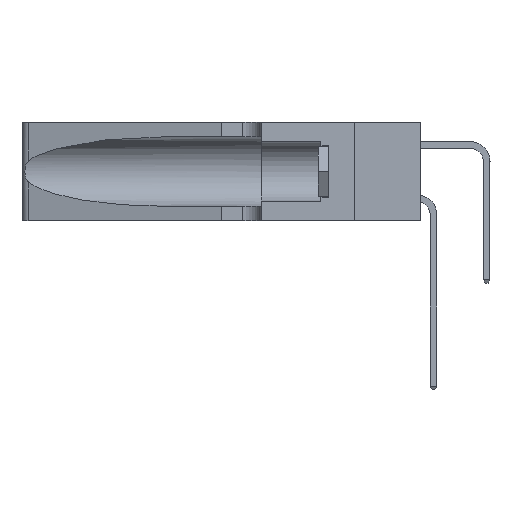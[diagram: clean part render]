
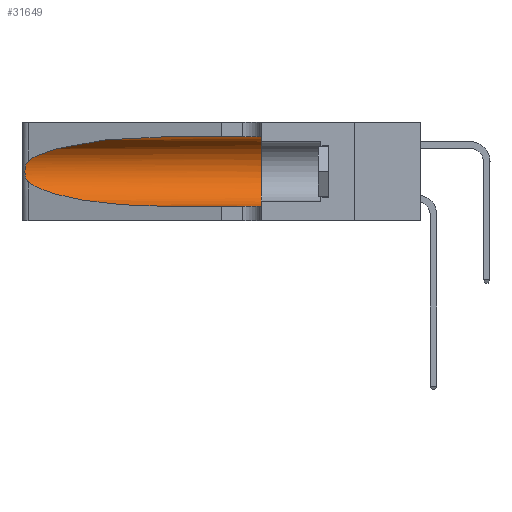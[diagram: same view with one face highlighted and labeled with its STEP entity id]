
A CAD part, left-side view. The second image highlights one B-rep face of the part: STEP entity #31649.
In plain terms, the highlighted cylindrical face has radius 3.308 mm (diameter 6.617 mm), a partial arc.
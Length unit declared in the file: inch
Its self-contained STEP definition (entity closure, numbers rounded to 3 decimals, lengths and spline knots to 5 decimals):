
#130 = DIRECTION ( 'NONE',  ( 0., -1., 0. ) ) ;
#727 = DIRECTION ( 'NONE',  ( 0., -1., 0. ) ) ;
#729 = CARTESIAN_POINT ( 'NONE',  ( 0.25854, 1.2359, 0.20912 ) ) ;
#881 = CARTESIAN_POINT ( 'NONE',  ( 0.1305, 0.72297, 0.05475 ) ) ;
#994 =( BOUNDED_CURVE ( )  B_SPLINE_CURVE ( 3, ( #43493, #17061, #14884, #5418 ),
 .UNSPECIFIED., .F., .T. ) 
 B_SPLINE_CURVE_WITH_KNOTS ( ( 4, 4 ),
 ( 3.44316, 4.71239 ),
 .UNSPECIFIED. ) 
 CURVE ( )  GEOMETRIC_REPRESENTATION_ITEM ( )  RATIONAL_B_SPLINE_CURVE ( ( 1., 0.87, 0.87, 1. ) ) 
 REPRESENTATION_ITEM ( '' )  );
#1112 = LINE ( 'NONE', #8501, #14760 ) ;
#1200 = CARTESIAN_POINT ( 'NONE',  ( 0.1305, 1.61858, 0.31525 ) ) ;
#1202 = CARTESIAN_POINT ( 'NONE',  ( 0.25555, 1.22993, 0.14849 ) ) ;
#1430 = AXIS2_PLACEMENT_3D ( 'NONE', #36591, #11988, #22522 ) ;
#2750 = ORIENTED_EDGE ( 'NONE', *, *, #5727, .T. ) ;
#3429 = VECTOR ( 'NONE', #727, 39.37008 ) ;
#4097 = CARTESIAN_POINT ( 'NONE',  ( 0.26075, 1.23896, 0.19203 ) ) ;
#4401 = ORIENTED_EDGE ( 'NONE', *, *, #19913, .F. ) ;
#5418 = CARTESIAN_POINT ( 'NONE',  ( 0.1305, 0.72297, 0.05475 ) ) ;
#5715 = CARTESIAN_POINT ( 'NONE',  ( 0.1305, 0.35, 0.31525 ) ) ;
#5727 = EDGE_CURVE ( 'NONE', #26186, #45110, #42405, .T. ) ;
#6917 = CARTESIAN_POINT ( 'NONE',  ( 0.25487, 1.22718, 0.22369 ) ) ;
#7190 = ORIENTED_EDGE ( 'NONE', *, *, #21545, .T. ) ;
#8501 = CARTESIAN_POINT ( 'NONE',  ( 0.1305, 1.61858, 0.05475 ) ) ;
#8540 = VERTEX_POINT ( 'NONE', #5715 ) ;
#11988 = DIRECTION ( 'NONE',  ( 0., 1., 0. ) ) ;
#12959 = AXIS2_PLACEMENT_3D ( 'NONE', #28376, #130, #31450 ) ;
#14760 = VECTOR ( 'NONE', #22559, 39.37008 ) ;
#14773 = CARTESIAN_POINT ( 'NONE',  ( 0.25639, 1.23184, 0.21858 ) ) ;
#14884 = CARTESIAN_POINT ( 'NONE',  ( 0.18966, 0.96281, 0.05475 ) ) ;
#17061 = CARTESIAN_POINT ( 'NONE',  ( 0.2373, 1.15595, 0.08982 ) ) ;
#17996 = CARTESIAN_POINT ( 'NONE',  ( 0.25856, 1.23593, 0.16098 ) ) ;
#18437 = EDGE_CURVE ( 'NONE', #45110, #39926, #994, .T. ) ;
#18616 = CARTESIAN_POINT ( 'NONE',  ( 0.25487, 1.22718, 0.22369 ) ) ;
#18750 = ORIENTED_EDGE ( 'NONE', *, *, #18437, .T. ) ;
#18807 = CYLINDRICAL_SURFACE ( 'NONE', #12959, 0.13025 ) ;
#19913 = EDGE_CURVE ( 'NONE', #8540, #25798, #42656, .T. ) ;
#20895 = LINE ( 'NONE', #1200, #3429 ) ;
#21442 = ORIENTED_EDGE ( 'NONE', *, *, #40012, .F. ) ;
#21545 = EDGE_CURVE ( 'NONE', #40231, #26186, #38484, .T. ) ;
#22108 = CARTESIAN_POINT ( 'NONE',  ( 0.25639, 1.23186, 0.15144 ) ) ;
#22522 = DIRECTION ( 'NONE',  ( 0., 0., 1. ) ) ;
#22559 = DIRECTION ( 'NONE',  ( 0., -1., 0. ) ) ;
#23926 = CARTESIAN_POINT ( 'NONE',  ( 0.1305, 0.35, 0.05475 ) ) ;
#25234 = ORIENTED_EDGE ( 'NONE', *, *, #26964, .T. ) ;
#25440 = CARTESIAN_POINT ( 'NONE',  ( 0.25789, 1.23486, 0.15765 ) ) ;
#25598 = CARTESIAN_POINT ( 'NONE',  ( 0.25487, 1.22718, 0.14631 ) ) ;
#25798 = VERTEX_POINT ( 'NONE', #23926 ) ;
#26186 = VERTEX_POINT ( 'NONE', #30876 ) ;
#26634 = CARTESIAN_POINT ( 'NONE',  ( 0.25487, 1.22718, 0.14631 ) ) ;
#26964 = EDGE_CURVE ( 'NONE', #39926, #25798, #1112, .T. ) ;
#28276 = CARTESIAN_POINT ( 'NONE',  ( 0.18966, 0.96281, 0.31525 ) ) ;
#28376 = CARTESIAN_POINT ( 'NONE',  ( 0.1305, 1.61858, 0.185 ) ) ;
#28682 = CARTESIAN_POINT ( 'NONE',  ( 0.25555, 1.22994, 0.2215 ) ) ;
#28836 = CARTESIAN_POINT ( 'NONE',  ( 0.26017, 1.23833, 0.17102 ) ) ;
#30876 = CARTESIAN_POINT ( 'NONE',  ( 0.25487, 1.22718, 0.22369 ) ) ;
#31450 = DIRECTION ( 'NONE',  ( 0., 0., -1. ) ) ;
#31649 = ADVANCED_FACE ( 'NONE', ( #44498 ), #18807, .F. ) ;
#32194 = CARTESIAN_POINT ( 'NONE',  ( 0.25787, 1.23484, 0.2124 ) ) ;
#36206 = EDGE_LOOP ( 'NONE', ( #7190, #2750, #18750, #25234, #4401, #21442 ) ) ;
#36591 = CARTESIAN_POINT ( 'NONE',  ( 0.1305, 0.35, 0.185 ) ) ;
#38484 =( BOUNDED_CURVE ( )  B_SPLINE_CURVE ( 3, ( #38514, #28276, #41750, #6917 ),
 .UNSPECIFIED., .F., .T. ) 
 B_SPLINE_CURVE_WITH_KNOTS ( ( 4, 4 ),
 ( 1.5708, 2.84003 ),
 .UNSPECIFIED. ) 
 CURVE ( )  GEOMETRIC_REPRESENTATION_ITEM ( )  RATIONAL_B_SPLINE_CURVE ( ( 1., 0.87, 0.87, 1. ) ) 
 REPRESENTATION_ITEM ( '' )  );
#38514 = CARTESIAN_POINT ( 'NONE',  ( 0.1305, 0.72297, 0.31525 ) ) ;
#38910 = CARTESIAN_POINT ( 'NONE',  ( 0.26018, 1.23835, 0.19895 ) ) ;
#39926 = VERTEX_POINT ( 'NONE', #881 ) ;
#40012 = EDGE_CURVE ( 'NONE', #40231, #8540, #20895, .T. ) ;
#40231 = VERTEX_POINT ( 'NONE', #40742 ) ;
#40742 = CARTESIAN_POINT ( 'NONE',  ( 0.1305, 0.72297, 0.31525 ) ) ;
#41750 = CARTESIAN_POINT ( 'NONE',  ( 0.2373, 1.15595, 0.28018 ) ) ;
#42405 = B_SPLINE_CURVE_WITH_KNOTS ( 'NONE', 3,
 ( #18616, #28682, #14773, #32194, #729, #38910, #4097, #42734, #28836, #17996, #25440, #22108, #1202, #25598 ),
 .UNSPECIFIED., .F., .F.,
 ( 4, 2, 2, 2, 2, 2, 4 ),
 ( 0., 0.00027, 0.00053, 0.00107, 0.0016, 0.00187, 0.00214 ),
 .UNSPECIFIED. ) ;
#42656 = CIRCLE ( 'NONE', #1430, 0.13025 ) ;
#42734 = CARTESIAN_POINT ( 'NONE',  ( 0.26075, 1.23896, 0.178 ) ) ;
#43493 = CARTESIAN_POINT ( 'NONE',  ( 0.25487, 1.22718, 0.14631 ) ) ;
#44498 = FACE_OUTER_BOUND ( 'NONE', #36206, .T. ) ;
#45110 = VERTEX_POINT ( 'NONE', #26634 ) ;
